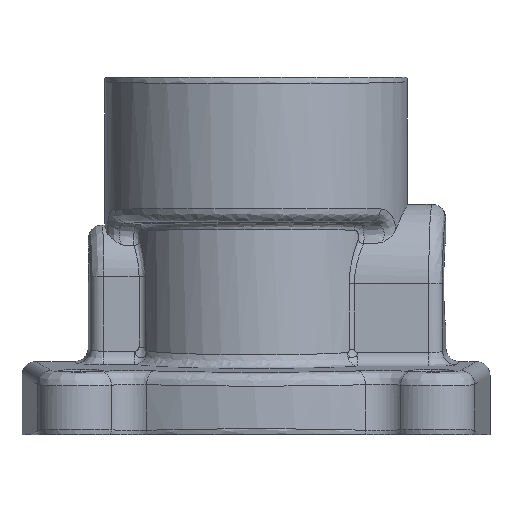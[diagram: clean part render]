
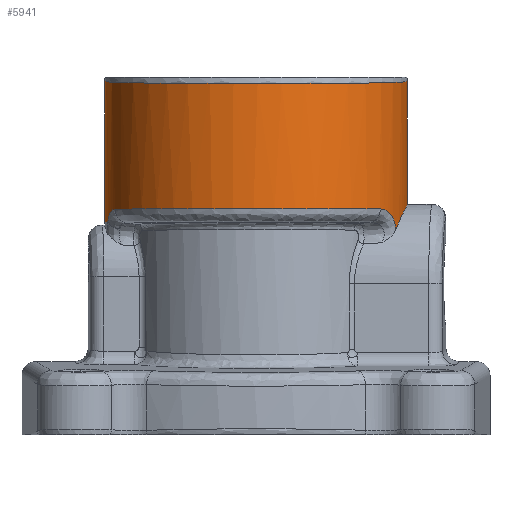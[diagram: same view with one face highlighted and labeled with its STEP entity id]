
A CAD part, left-side view. The second image highlights one B-rep face of the part: STEP entity #5941.
In plain terms, the highlighted cylindrical face has radius 34.925 mm (diameter 69.85 mm), a partial arc.
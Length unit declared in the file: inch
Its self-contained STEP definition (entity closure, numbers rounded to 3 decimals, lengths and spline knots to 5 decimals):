
#1636=CARTESIAN_POINT('',(0.,1.375,
3.27897));
#1637=CARTESIAN_POINT('',(-0.06143,1.375,
3.27605));
#1638=CARTESIAN_POINT('',(-0.1883,1.36702,
3.27094));
#1639=CARTESIAN_POINT('',(-0.39304,1.32321,
3.26561));
#1640=CARTESIAN_POINT('',(-0.58695,1.24915,
3.26236));
#1641=CARTESIAN_POINT('',(-0.76806,1.1468,
3.26025));
#1642=CARTESIAN_POINT('',(-0.93164,1.01836,
3.25884));
#1643=CARTESIAN_POINT('',(-1.07409,0.86681,
3.25787));
#1644=CARTESIAN_POINT('',(-1.19216,0.69553,
3.25721));
#1645=CARTESIAN_POINT('',(-1.28314,0.5085,
3.25678));
#1646=CARTESIAN_POINT('',(-1.34499,0.30988,
3.2565));
#1647=CARTESIAN_POINT('',(-1.37628,0.10425,
3.25637));
#1648=CARTESIAN_POINT('',(-1.37632,-0.10376,
3.25637));
#1649=CARTESIAN_POINT('',(-1.3451,-0.3094,
3.2565));
#1650=CARTESIAN_POINT('',(-1.28332,-0.50804,
3.25678));
#1651=CARTESIAN_POINT('',(-1.19241,-0.69511,
3.25721));
#1652=CARTESIAN_POINT('',(-1.0744,-0.86642,
3.25787));
#1653=CARTESIAN_POINT('',(-0.932,-1.01803,
3.25884));
#1654=CARTESIAN_POINT('',(-0.76846,-1.14652,
3.26024));
#1655=CARTESIAN_POINT('',(-0.5874,-1.24894,
3.26235));
#1656=CARTESIAN_POINT('',(-0.39352,-1.32306,
3.2656));
#1657=CARTESIAN_POINT('',(-0.18888,-1.36694,
3.27092));
#1658=CARTESIAN_POINT('',(-0.06166,-1.375,
3.27604));
#1659=CARTESIAN_POINT('',(0.,-1.375,
3.27897));
#1666=CARTESIAN_POINT('',(0.,-1.375,2.15625));
#1667=CARTESIAN_POINT('',(-0.03747,-1.375,2.15625));
#1668=CARTESIAN_POINT('',(-0.11225,-1.37194,
2.15043));
#1669=CARTESIAN_POINT('',(-0.22359,-1.35823,
2.12384));
#1670=CARTESIAN_POINT('',(-0.33225,-1.33577,
2.07861));
#1671=CARTESIAN_POINT('',(-0.43569,-1.30552,
2.01352));
#1672=CARTESIAN_POINT('',(-0.497,-1.28241,
1.95844));
#1673=CARTESIAN_POINT('',(-0.52582,-1.27049,
1.92752));
#1675=CARTESIAN_POINT('',(0.,0.,2.00002));
#1676=DIRECTION('',(0.,0.,-1.));
#1677=DIRECTION('',(-0.204,0.979,0.));
#1678=AXIS2_PLACEMENT_3D('',#1675,#1676,#1677);
#1680=DIRECTION('',(0.,0.,-1.));
#1681=VECTOR('',#1680,1.27897);
#1682=CARTESIAN_POINT('',(0.,1.375,
3.27897));
#1683=LINE('',#1682,#1681);
#1701=CARTESIAN_POINT('',(0.,-1.375,2.15625));
#1703=DIRECTION('',(0.,0.,-1.));
#1704=VECTOR('',#1703,1.12272);
#1705=CARTESIAN_POINT('',(0.,-1.375,
3.27897));
#1706=LINE('',#1705,#1704);
#1740=CARTESIAN_POINT('',(-0.28004,1.34618,
2.00001));
#1785=CARTESIAN_POINT('',(-0.50299,1.2797,
2.11117));
#1786=CARTESIAN_POINT('',(-0.49231,1.28389,
2.11099));
#1787=CARTESIAN_POINT('',(-0.46958,1.29253,
2.10956));
#1788=CARTESIAN_POINT('',(-0.43026,1.30619,
2.10226));
#1789=CARTESIAN_POINT('',(-0.3886,1.31919,
2.08817));
#1790=CARTESIAN_POINT('',(-0.34695,1.33073,
2.06609));
#1791=CARTESIAN_POINT('',(-0.30907,1.33997,
2.03602));
#1792=CARTESIAN_POINT('',(-0.28899,1.34432,
2.01268));
#1793=CARTESIAN_POINT('',(-0.28004,1.34618,
2.00001));
#1908=CARTESIAN_POINT('',(-0.78541,-1.12861,
2.11484));
#1909=CARTESIAN_POINT('',(-0.83992,-1.09067,
2.11538));
#1910=CARTESIAN_POINT('',(-0.94347,-1.00688,
2.11625));
#1911=CARTESIAN_POINT('',(-1.0792,-0.8598,
2.11715));
#1912=CARTESIAN_POINT('',(-1.19191,-0.69511,
2.11778));
#1913=CARTESIAN_POINT('',(-1.27964,-0.51613,
2.11821));
#1914=CARTESIAN_POINT('',(-1.34078,-0.32596,
2.11848));
#1915=CARTESIAN_POINT('',(-1.37382,-0.12869,
2.11862));
#1916=CARTESIAN_POINT('',(-1.37798,0.07102,
2.11864));
#1917=CARTESIAN_POINT('',(-1.35336,0.26881,
2.11853));
#1918=CARTESIAN_POINT('',(-1.30046,0.46123,
2.11831));
#1919=CARTESIAN_POINT('',(-1.22008,0.64447,
2.11793));
#1920=CARTESIAN_POINT('',(-1.11417,0.81395,
2.11736));
#1921=CARTESIAN_POINT('',(-0.98523,0.96596,
2.11655));
#1922=CARTESIAN_POINT('',(-0.83562,1.09818,
2.11538));
#1923=CARTESIAN_POINT('',(-0.66717,1.20744,
2.11365));
#1924=CARTESIAN_POINT('',(-0.55729,1.25835,
2.11209));
#1925=CARTESIAN_POINT('',(-0.50299,1.2797,
2.11117));
#1946=CARTESIAN_POINT('',(-0.52582,-1.27049,
1.92752));
#1947=CARTESIAN_POINT('',(-0.52974,-1.26886,
1.94344));
#1948=CARTESIAN_POINT('',(-0.54097,-1.26419,
1.97425));
#1949=CARTESIAN_POINT('',(-0.56894,-1.25195,
2.01796));
#1950=CARTESIAN_POINT('',(-0.6077,-1.23375,
2.05633));
#1951=CARTESIAN_POINT('',(-0.65733,-1.20824,
2.08762));
#1952=CARTESIAN_POINT('',(-0.7171,-1.17398,
2.10896));
#1953=CARTESIAN_POINT('',(-0.76189,-1.14498,
2.11461));
#1954=CARTESIAN_POINT('',(-0.78541,-1.12861,
2.11484));
#3020=VERTEX_POINT('',#1740);
#3025=VERTEX_POINT('',#1785);
#3027=VERTEX_POINT('',#1908);
#3029=VERTEX_POINT('',#1946);
#3030=CARTESIAN_POINT('',(0.,1.375,2.00002));
#3031=VERTEX_POINT('',#3030);
#3032=VERTEX_POINT('',#1701);
#3126=VERTEX_POINT('',#1636);
#3127=VERTEX_POINT('',#1659);
#5919=CARTESIAN_POINT('',(0.,0.,2.));
#5920=DIRECTION('',(0.,0.,-1.));
#5921=DIRECTION('',(-1.,0.,0.));
#5922=AXIS2_PLACEMENT_3D('',#5919,#5920,#5921);
#5923=CYLINDRICAL_SURFACE('',#5922,1.375);
#5924=ORIENTED_EDGE('',*,*,#5913,.T.);
#5926=ORIENTED_EDGE('',*,*,#5925,.T.);
#5928=ORIENTED_EDGE('',*,*,#5927,.T.);
#5930=ORIENTED_EDGE('',*,*,#5929,.T.);
#5932=ORIENTED_EDGE('',*,*,#5931,.T.);
#5934=ORIENTED_EDGE('',*,*,#5933,.T.);
#5936=ORIENTED_EDGE('',*,*,#5935,.T.);
#5938=ORIENTED_EDGE('',*,*,#5937,.F.);
#5939=EDGE_LOOP('',(#5924,#5926,#5928,#5930,#5932,#5934,#5936,#5938));
#5940=FACE_OUTER_BOUND('',#5939,.F.);
#1660=B_SPLINE_CURVE_WITH_KNOTS('',3,(#1636,#1637,#1638,#1639,#1640,#1641,#1642,
#1643,#1644,#1645,#1646,#1647,#1648,#1649,#1650,#1651,#1652,#1653,#1654,#1655,
#1656,#1657,#1658,#1659),.UNSPECIFIED.,.F.,.F.,(4,1,1,1,1,1,1,1,1,1,1,1,1,1,1,1,
1,1,1,1,1,4),(0.,0.04762,0.09524,0.14286,
0.19048,0.2381,0.28571,0.33333,
0.38095,0.42857,0.47619,0.52381,
0.57143,0.61905,0.66667,0.71429,
0.7619,0.80952,0.85714,0.90476,
0.95238,1.),.UNSPECIFIED.);
#1674=B_SPLINE_CURVE_WITH_KNOTS('',3,(#1666,#1667,#1668,#1669,#1670,#1671,#1672,
#1673),.UNSPECIFIED.,.F.,.F.,(4,1,1,1,1,4),(0.,0.2,0.4,0.6,0.8,1.),
.UNSPECIFIED.);
#1679=CIRCLE('',#1678,1.375);
#1794=B_SPLINE_CURVE_WITH_KNOTS('',3,(#1785,#1786,#1787,#1788,#1789,#1790,#1791,
#1792,#1793),.UNSPECIFIED.,.F.,.F.,(4,1,1,1,1,1,4),(0.,0.16667,
0.33333,0.5,0.66667,0.83333,1.),
.UNSPECIFIED.);
#1926=B_SPLINE_CURVE_WITH_KNOTS('',3,(#1908,#1909,#1910,#1911,#1912,#1913,#1914,
#1915,#1916,#1917,#1918,#1919,#1920,#1921,#1922,#1923,#1924,#1925),
.UNSPECIFIED.,.F.,.F.,(4,1,1,1,1,1,1,1,1,1,1,1,1,1,1,4),(0.,0.06667,
0.13333,0.2,0.26667,0.33333,0.4,
0.46667,0.53333,0.6,0.66667,0.73333,
0.8,0.86667,0.93333,1.),.UNSPECIFIED.);
#1955=B_SPLINE_CURVE_WITH_KNOTS('',3,(#1946,#1947,#1948,#1949,#1950,#1951,#1952,
#1953,#1954),.UNSPECIFIED.,.F.,.F.,(4,1,1,1,1,1,4),(0.,0.16667,
0.33333,0.5,0.66667,0.83333,1.),
.UNSPECIFIED.);
#5913=EDGE_CURVE('',#3126,#3127,#1660,.T.);
#5925=EDGE_CURVE('',#3127,#3032,#1706,.T.);
#5927=EDGE_CURVE('',#3032,#3029,#1674,.T.);
#5929=EDGE_CURVE('',#3029,#3027,#1955,.T.);
#5931=EDGE_CURVE('',#3027,#3025,#1926,.T.);
#5933=EDGE_CURVE('',#3025,#3020,#1794,.T.);
#5935=EDGE_CURVE('',#3020,#3031,#1679,.T.);
#5937=EDGE_CURVE('',#3126,#3031,#1683,.T.);
#5941=ADVANCED_FACE('',(#5940),#5923,.T.);
